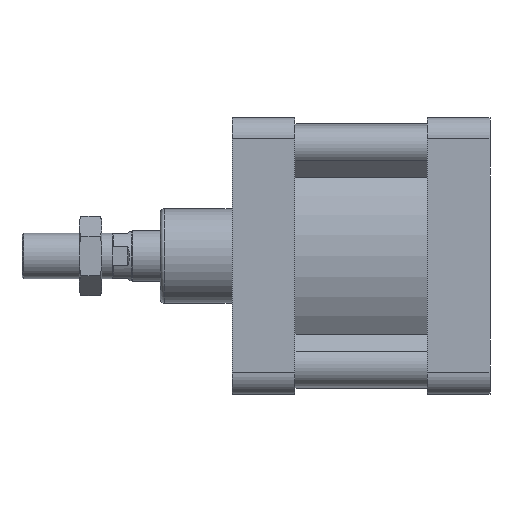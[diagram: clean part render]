
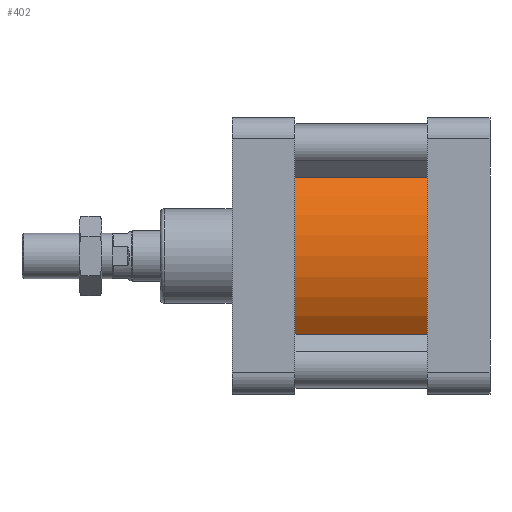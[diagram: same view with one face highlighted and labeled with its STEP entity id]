
A CAD part, front view. The second image highlights one B-rep face of the part: STEP entity #402.
In plain terms, the highlighted cylindrical face has radius 105 mm (diameter 210 mm), a partial arc.
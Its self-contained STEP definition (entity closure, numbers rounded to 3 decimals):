
#402 = ADVANCED_FACE( '', ( #1112 ), #1113, .T. );
#1112 = FACE_OUTER_BOUND( '', #2117, .T. );
#1113 = CYLINDRICAL_SURFACE( '', #2118, 105. );
#2117 = EDGE_LOOP( '', ( #4144, #4145, #4146, #4147 ) );
#2118 = AXIS2_PLACEMENT_3D( '', #4148, #4149, #4150 );
#4144 = ORIENTED_EDGE( '', *, *, #6574, .T. );
#4145 = ORIENTED_EDGE( '', *, *, #6720, .F. );
#4146 = ORIENTED_EDGE( '', *, *, #6721, .F. );
#4147 = ORIENTED_EDGE( '', *, *, #6717, .T. );
#4148 = CARTESIAN_POINT( '', ( 155., 0., 0. ) );
#4149 = DIRECTION( '', ( 1., 0., 0. ) );
#4150 = DIRECTION( '', ( 0., 0., 1. ) );
#6574 = EDGE_CURVE( '', #8104, #8105, #8106, .T. );
#6717 = EDGE_CURVE( '', #8360, #8104, #8361, .T. );
#6720 = EDGE_CURVE( '', #8365, #8105, #8366, .T. );
#6721 = EDGE_CURVE( '', #8360, #8365, #8367, .T. );
#8104 = VERTEX_POINT( '', #10845 );
#8105 = VERTEX_POINT( '', #10846 );
#8106 = CIRCLE( '', #10847, 105. );
#8360 = VERTEX_POINT( '', #11298 );
#8361 = LINE( '', #11299, #11300 );
#8365 = VERTEX_POINT( '', #11306 );
#8366 = LINE( '', #11307, #11308 );
#8367 = CIRCLE( '', #11309, 105. );
#10845 = CARTESIAN_POINT( '', ( 50., 62.065, 84.693 ) );
#10846 = CARTESIAN_POINT( '', ( 50., -62.065, 84.693 ) );
#10847 = AXIS2_PLACEMENT_3D( '', #13669, #13670, #13671 );
#11298 = CARTESIAN_POINT( '', ( 155., 62.065, 84.693 ) );
#11299 = CARTESIAN_POINT( '', ( 155., 62.065, 84.693 ) );
#11300 = VECTOR( '', #13885, 1000. );
#11306 = CARTESIAN_POINT( '', ( 155., -62.065, 84.693 ) );
#11307 = CARTESIAN_POINT( '', ( 155., -62.065, 84.693 ) );
#11308 = VECTOR( '', #13888, 1000. );
#11309 = AXIS2_PLACEMENT_3D( '', #13889, #13890, #13891 );
#13669 = CARTESIAN_POINT( '', ( 50., 0., 0. ) );
#13670 = DIRECTION( '', ( 1., 0., 0. ) );
#13671 = DIRECTION( '', ( 0., 0., -1. ) );
#13885 = DIRECTION( '', ( -1., 0., 0. ) );
#13888 = DIRECTION( '', ( -1., 0., 0. ) );
#13889 = CARTESIAN_POINT( '', ( 155., 0., 0. ) );
#13890 = DIRECTION( '', ( 1., 0., 0. ) );
#13891 = DIRECTION( '', ( 0., 0., -1. ) );
